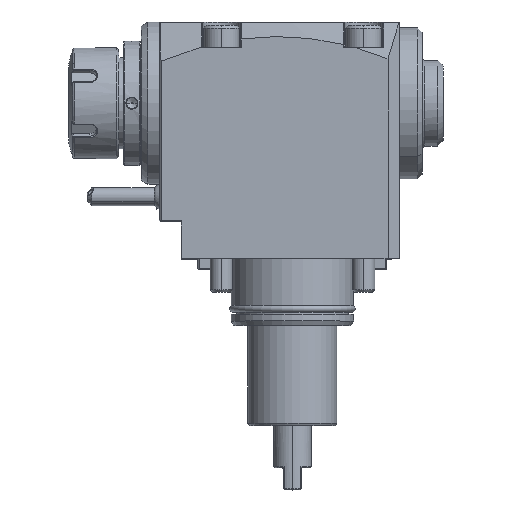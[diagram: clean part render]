
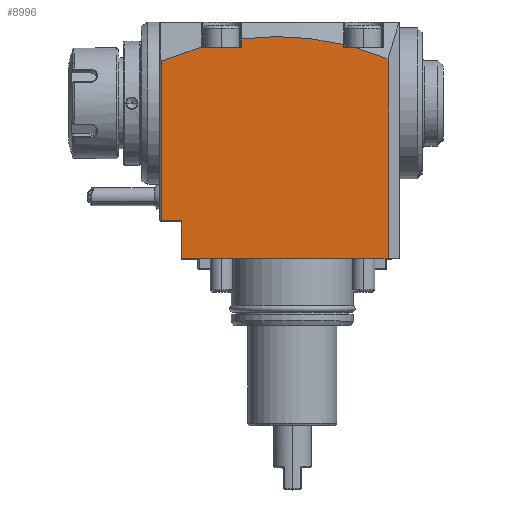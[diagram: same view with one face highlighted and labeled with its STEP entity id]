
A CAD part, top view. The second image highlights one B-rep face of the part: STEP entity #8996.
In plain terms, the highlighted planar face has unit normal (0, 0, 1).
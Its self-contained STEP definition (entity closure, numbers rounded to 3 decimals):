
#1775=DIRECTION('',(0.,1.,0.));
#1776=VECTOR('',#1775,89.954);
#1777=CARTESIAN_POINT('',(103.,0.,42.5));
#1778=LINE('',#1777,#1776);
#1806=DIRECTION('',(-1.,0.,0.));
#1807=VECTOR('',#1806,93.);
#1808=CARTESIAN_POINT('',(103.,0.,42.5));
#1809=LINE('',#1808,#1807);
#2327=DIRECTION('',(0.,1.,0.));
#2328=VECTOR('',#2327,17.);
#2329=CARTESIAN_POINT('',(10.,0.,42.5));
#2330=LINE('',#2329,#2328);
#2331=DIRECTION('',(1.,0.,0.));
#2332=VECTOR('',#2331,9.);
#2333=CARTESIAN_POINT('',(1.,17.,42.5));
#2334=LINE('',#2333,#2332);
#2335=DIRECTION('',(0.,1.,0.));
#2336=VECTOR('',#2335,71.4);
#2337=CARTESIAN_POINT('',(1.,17.5,42.5));
#2338=LINE('',#2337,#2336);
#2339=CARTESIAN_POINT('',(18.964,95.187,42.5));
#2340=CARTESIAN_POINT('',(12.837,93.491,42.5));
#2341=CARTESIAN_POINT('',(6.855,91.378,42.5));
#2342=CARTESIAN_POINT('',(1.,88.9,42.5));
#2344=DIRECTION('',(-0.268,0.963,0.));
#2345=VECTOR('',#2344,0.194);
#2346=CARTESIAN_POINT('',(19.016,95.,42.5));
#2347=LINE('',#2346,#2345);
#2348=DIRECTION('',(0.,-1.,0.));
#2349=VECTOR('',#2348,3.865);
#2350=CARTESIAN_POINT('',(37.,98.865,42.5));
#2351=LINE('',#2350,#2349);
#2352=CARTESIAN_POINT('',(37.,98.865,42.5));
#2353=CARTESIAN_POINT('',(52.484,100.895,42.5));
#2354=CARTESIAN_POINT('',(67.814,100.013,42.5));
#2355=CARTESIAN_POINT('',(83.,96.373,42.5));
#2357=DIRECTION('',(0.,1.,0.));
#2358=VECTOR('',#2357,1.373);
#2359=CARTESIAN_POINT('',(83.,95.,42.5));
#2360=LINE('',#2359,#2358);
#2361=CARTESIAN_POINT('',(88.259,95.,42.5));
#2362=CARTESIAN_POINT('',(93.264,93.587,42.5));
#2363=CARTESIAN_POINT('',(98.175,91.896,42.5));
#2364=CARTESIAN_POINT('',(103.,89.954,42.5));
#2366=DIRECTION('',(0.,1.,0.));
#2367=VECTOR('',#2366,0.5);
#2368=CARTESIAN_POINT('',(1.,17.,42.5));
#2369=LINE('',#2368,#2367);
#2390=CARTESIAN_POINT('',(1.,88.9,42.5));
#2470=DIRECTION('',(-1.,0.,0.));
#2471=VECTOR('',#2470,17.984);
#2472=CARTESIAN_POINT('',(37.,95.,42.5));
#2473=LINE('',#2472,#2471);
#2615=DIRECTION('',(-1.,0.,0.));
#2616=VECTOR('',#2615,5.259);
#2617=CARTESIAN_POINT('',(88.259,95.,42.5));
#2618=LINE('',#2617,#2616);
#2672=CARTESIAN_POINT('',(37.,98.865,42.5));
#4697=VERTEX_POINT('',#2361);
#4698=VERTEX_POINT('',#2364);
#4699=VERTEX_POINT('',#2390);
#4718=CARTESIAN_POINT('',(19.016,95.,42.5));
#4720=VERTEX_POINT('',#4718);
#4729=CARTESIAN_POINT('',(18.964,95.187,42.5));
#4730=VERTEX_POINT('',#4729);
#4734=VERTEX_POINT('',#2672);
#4735=CARTESIAN_POINT('',(37.,95.,42.5));
#4736=VERTEX_POINT('',#4735);
#4755=VERTEX_POINT('',#2355);
#4769=CARTESIAN_POINT('',(83.,95.,42.5));
#4771=VERTEX_POINT('',#4769);
#5327=CARTESIAN_POINT('',(103.,0.,42.5));
#5328=VERTEX_POINT('',#5327);
#5374=CARTESIAN_POINT('',(10.,0.,42.5));
#5376=VERTEX_POINT('',#5374);
#5377=CARTESIAN_POINT('',(1.,17.,42.5));
#5378=CARTESIAN_POINT('',(10.,17.,42.5));
#5379=VERTEX_POINT('',#5377);
#5380=VERTEX_POINT('',#5378);
#5418=CARTESIAN_POINT('',(1.,17.5,42.5));
#5420=VERTEX_POINT('',#5418);
#8965=CARTESIAN_POINT('',(0.,106.5,42.5));
#8966=DIRECTION('',(0.,0.,1.));
#8967=DIRECTION('',(0.,-1.,0.));
#8968=AXIS2_PLACEMENT_3D('',#8965,#8966,#8967);
#8969=PLANE('',#8968);
#8970=ORIENTED_EDGE('',*,*,#8109,.F.);
#8971=ORIENTED_EDGE('',*,*,#8130,.T.);
#8972=ORIENTED_EDGE('',*,*,#8958,.T.);
#8973=ORIENTED_EDGE('',*,*,#8947,.F.);
#8975=ORIENTED_EDGE('',*,*,#8974,.T.);
#8977=ORIENTED_EDGE('',*,*,#8976,.T.);
#8979=ORIENTED_EDGE('',*,*,#8978,.F.);
#8981=ORIENTED_EDGE('',*,*,#8980,.F.);
#8983=ORIENTED_EDGE('',*,*,#8982,.F.);
#8985=ORIENTED_EDGE('',*,*,#8984,.F.);
#8987=ORIENTED_EDGE('',*,*,#8986,.T.);
#8989=ORIENTED_EDGE('',*,*,#8988,.F.);
#8991=ORIENTED_EDGE('',*,*,#8990,.F.);
#8993=ORIENTED_EDGE('',*,*,#8992,.T.);
#8994=EDGE_LOOP('',(#8970,#8971,#8972,#8973,#8975,#8977,#8979,#8981,#8983,#8985,
#8987,#8989,#8991,#8993));
#8995=FACE_OUTER_BOUND('',#8994,.F.);
#2343=B_SPLINE_CURVE_WITH_KNOTS('',3,(#2339,#2340,#2341,#2342),.UNSPECIFIED.,
.F.,.F.,(4,4),(0.,1.),.UNSPECIFIED.);
#2356=B_SPLINE_CURVE_WITH_KNOTS('',3,(#2352,#2353,#2354,#2355),.UNSPECIFIED.,
.F.,.F.,(4,4),(0.,1.),.UNSPECIFIED.);
#2365=B_SPLINE_CURVE_WITH_KNOTS('',3,(#2361,#2362,#2363,#2364),.UNSPECIFIED.,
.F.,.F.,(4,4),(0.,1.),.UNSPECIFIED.);
#8109=EDGE_CURVE('',#5328,#4698,#1778,.T.);
#8130=EDGE_CURVE('',#5328,#5376,#1809,.T.);
#8947=EDGE_CURVE('',#5379,#5380,#2334,.T.);
#8958=EDGE_CURVE('',#5376,#5380,#2330,.T.);
#8974=EDGE_CURVE('',#5379,#5420,#2369,.T.);
#8976=EDGE_CURVE('',#5420,#4699,#2338,.T.);
#8978=EDGE_CURVE('',#4730,#4699,#2343,.T.);
#8980=EDGE_CURVE('',#4720,#4730,#2347,.T.);
#8982=EDGE_CURVE('',#4736,#4720,#2473,.T.);
#8984=EDGE_CURVE('',#4734,#4736,#2351,.T.);
#8986=EDGE_CURVE('',#4734,#4755,#2356,.T.);
#8988=EDGE_CURVE('',#4771,#4755,#2360,.T.);
#8990=EDGE_CURVE('',#4697,#4771,#2618,.T.);
#8992=EDGE_CURVE('',#4697,#4698,#2365,.T.);
#8996=ADVANCED_FACE('',(#8995),#8969,.T.);
